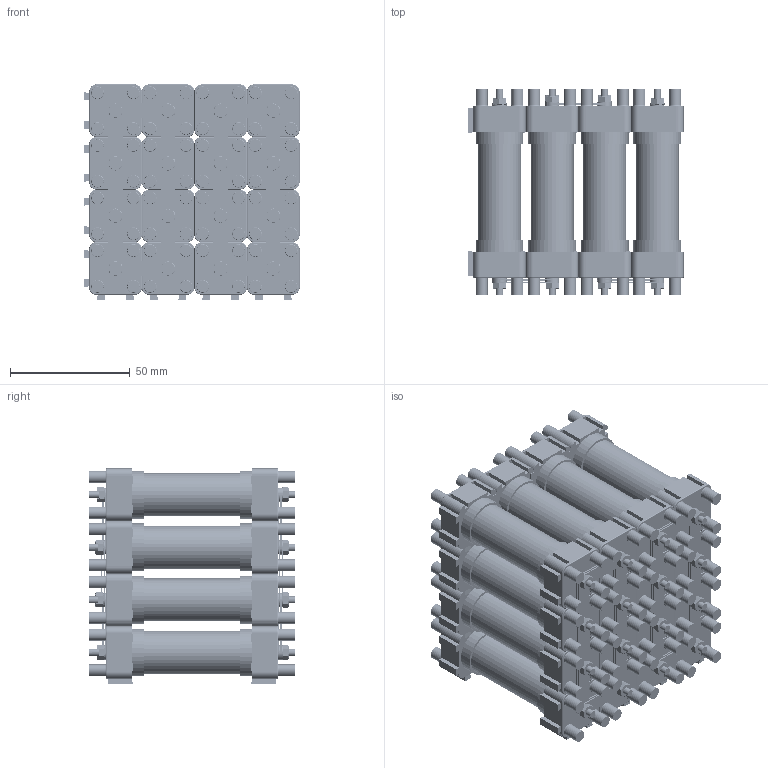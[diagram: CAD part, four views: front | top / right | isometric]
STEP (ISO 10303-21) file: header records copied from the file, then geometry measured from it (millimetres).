
FILE_DESCRIPTION(/* description */ (''),/* implementation_level */ '2;1');
FILE_NAME(/* name */ 'starter battery.step',/* time_stamp */ '2018-08-26T10:51:16+02:00',/* author */ (''),/* organization */ (''),/* preprocessor_version */ 'ST-DEVELOPER v17.2',/* originating_system */ 'Autodesk Translation Framework v7.6.0.251',/* authorisation */ '');
FILE_SCHEMA (('AUTOMOTIVE_DESIGN { 1 0 10303 214 3 1 1 }'));
Length unit declared in the file: millimetre
Products named in the file (57): Akkupack; Akku mit Fassung; Batteriefassung positiv; Batteriefassung negativ; Akku mit Fassung_1; Batteriefassung positiv_1; Batteriefassung negativ_1; Akku mit Fassung_2; Batteriefassung positiv_2; Batteriefassung negativ_2; Akku mit Fassung_3; Batteriefassung positiv_3; Batteriefassung negativ_3; Akku mit Fassung_4; Batteriefassung positiv_4; Batteriefassung negativ_4; Akku mit Fassung_5; Batteriefassung positiv_5; Batteriefassung negativ_5; Akku mit Fassung_6; Batteriefassung positiv_6; Batteriefassung negativ_6; Akku mit Fassung_7; Batteriefassung positiv_7; Batteriefassung negativ_7; Akku mit Fassung_8; Batteriefassung positiv_8; Batteriefassung negativ_8; Akku mit Fassung_9; Batteriefassung positiv_9; Batteriefassung negativ_9; Akku mit Fassung_10; Batteriefassung positiv_10; Batteriefassung negativ_10; Akku mit Fassung_11; Batteriefassung positiv_11; Batteriefassung negativ_11; Akku mit Fassung_12; Batteriefassung positiv_12; Batteriefassung negativ_12 ...
Assembly tree (180 placements, depth 4):
  Akkupack
    Akku mit Fassung
      Akku 18650 A123 APR18650M1-A
      Batteriefassung positiv
        Batteriekontakt
      Batteriefassung negativ
        Batteriekontakt_1
    Akku mit Fassung_1
      Akku 18650 A123 APR18650M1-A
      Batteriefassung positiv_1
        Batteriekontakt
      Batteriefassung negativ_1
        Batteriekontakt_1
    Akku mit Fassung_2
      Akku 18650 A123 APR18650M1-A
      Batteriefassung positiv_2
        Batteriekontakt
      Batteriefassung negativ_2
        Batteriekontakt_1
    Akku mit Fassung_3
      Akku 18650 A123 APR18650M1-A
      Batteriefassung positiv_3
        Batteriekontakt
      Batteriefassung negativ_3
        Batteriekontakt_1
    Akku mit Fassung_4
      Akku 18650 A123 APR18650M1-A
      Batteriefassung positiv_4
        Batteriekontakt
      Batteriefassung negativ_4
        Batteriekontakt_1
    Akku mit Fassung_5
      Akku 18650 A123 APR18650M1-A
      Batteriefassung positiv_5
        Batteriekontakt
      Batteriefassung negativ_5
        Batteriekontakt_1
    Akku mit Fassung_6
      Akku 18650 A123 APR18650M1-A
      Batteriefassung positiv_6
        Batteriekontakt
      Batteriefassung negativ_6
        Batteriekontakt_1
    Akku mit Fassung_7
      Akku 18650 A123 APR18650M1-A
      Batteriefassung positiv_7
        Batteriekontakt
      Batteriefassung negativ_7
        Batteriekontakt_1
    Akku mit Fassung_8
      Akku 18650 A123 APR18650M1-A
      Batteriefassung positiv_8
        Batteriekontakt
      Batteriefassung negativ_8
        Batteriekontakt_1
    Akku mit Fassung_9
      Akku 18650 A123 APR18650M1-A
      Batteriefassung positiv_9
        Batteriekontakt
      Batteriefassung negativ_9
Bounding box: 90 x 86 x 90 mm (x, y, z)
Volume: 388514.7 mm3; surface area: 235488.2 mm2
Topology: 164 solids, 164 shells, 4704 faces, 11192 edges, 7152 vertices
Faces by surface type: plane 2784, cylinder 944, cone 432, torus 320, bspline 224
Full cylindrical faces by diameter (mm): 2.529 x32, 2.927 x32, 3.5 x32, 4 x104, 5 x128, 10 x16, 12 x32, 15 x32, 16 x32, 18 x48, 20 x32
Entity records: 73756 total; most frequent: DIRECTION 12900, CARTESIAN_POINT 12846, ORIENTED_EDGE 11956, EDGE_CURVE 5978, AXIS2_PLACEMENT_3D 4340, LINE 4220, VECTOR 4220, VERTEX_POINT 3850
